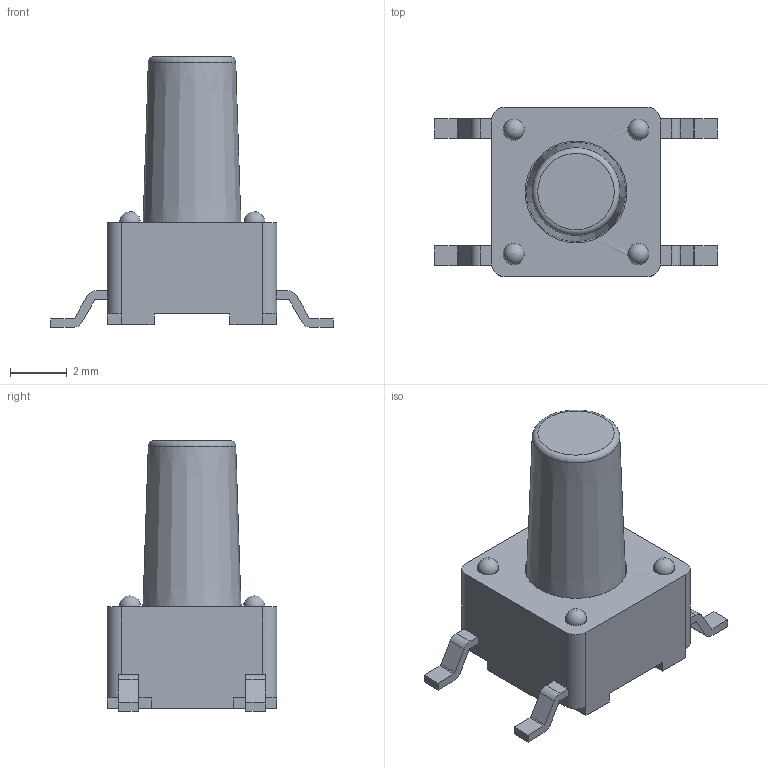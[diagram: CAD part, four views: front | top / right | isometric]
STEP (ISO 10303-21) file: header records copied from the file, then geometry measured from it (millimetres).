
FILE_DESCRIPTION((' '),'2;1');
FILE_NAME('TL3301BFxxxxG.stp','2017-07-20T13:56:17',(' '),(' '),' ','ACIS',' ');
FILE_SCHEMA(('CONFIG_CONTROL_DESIGN'));
Length unit declared in the file: inch
Products named in the file (4): TL3301BFxxxxG.stp; Body1; Body2; Body3
Assembly tree (3 placements, depth 2):
  TL3301BFxxxxG.stp
    Body1
    Body2
    Body3
Bounding box: 10 x 6 x 9.58 mm (x, y, z)
Volume: 145.2 mm3; surface area: 404.6 mm2
Topology: 3 solids, 3 shells, 200 faces, 532 edges, 347 vertices
Faces by surface type: plane 121, cylinder 65, sphere 6, torus 5, cone 2, bspline 1
Full cylindrical faces by diameter (mm): 0.75 x4, 3.6 x1, 5 x1
Entity records: 6568 total; most frequent: CARTESIAN_POINT 1096, DIRECTION 1043, ORIENTED_EDGE 1008, EDGE_CURVE 504, VECTOR 373, LINE 373, AXIS2_PLACEMENT_3D 335, VERTEX_POINT 333
